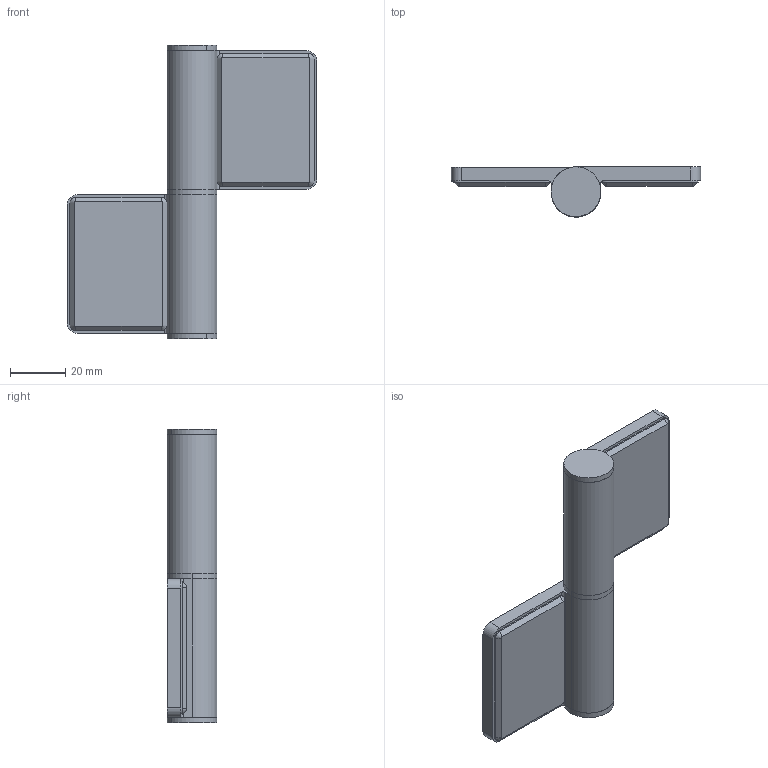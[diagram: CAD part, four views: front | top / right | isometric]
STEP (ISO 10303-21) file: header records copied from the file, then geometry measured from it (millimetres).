
FILE_DESCRIPTION (( 'STEP AP214' ), '1' );
FILE_NAME ('6221775', '2019-02-04T09:03:49', ( '' ), ('JUGARD+KÜNSTNER GmbH'), 'SwSTEP 2.0', 'SolidWorks 2017', '' );
FILE_SCHEMA (( 'AUTOMOTIVE_DESIGN' ));
Length unit declared in the file: millimetre
Products named in the file (7): Kopie von Volumenk_rper1^6221775; Kopie von Distanzring^6221775; Kopie von TS-Zn 45_45-60_60_5^6221775; Kopie von Achse_3^6221775; Kopie von Schenkel^6221775; Kopie von Volumenk_rper1_2^6221775; 6221775_CNAJF00
Assembly tree (8 placements, depth 2):
  6221775_CNAJF00
    Kopie von TS-Zn 45_45-60_60_5^6221775
    Kopie von Schenkel^6221775
    Kopie von Volumenk_rper1^6221775  x2
    Kopie von Achse_3^6221775
    Kopie von Distanzring^6221775
    Kopie von Volumenk_rper1_2^6221775  x2
Bounding box: 90 x 18 x 106 mm (x, y, z)
Volume: 48167.5 mm3; surface area: 29744.4 mm2
Topology: 8 solids, 8 shells, 185 faces, 429 edges, 270 vertices
Faces by surface type: cylinder 78, plane 64, cone 24, bspline 19
Entity records: 4404 total; most frequent: CARTESIAN_POINT 888, DIRECTION 729, ORIENTED_EDGE 638, EDGE_CURVE 319, AXIS2_PLACEMENT_3D 293, VERTEX_POINT 202, EDGE_LOOP 169, CIRCLE 159
